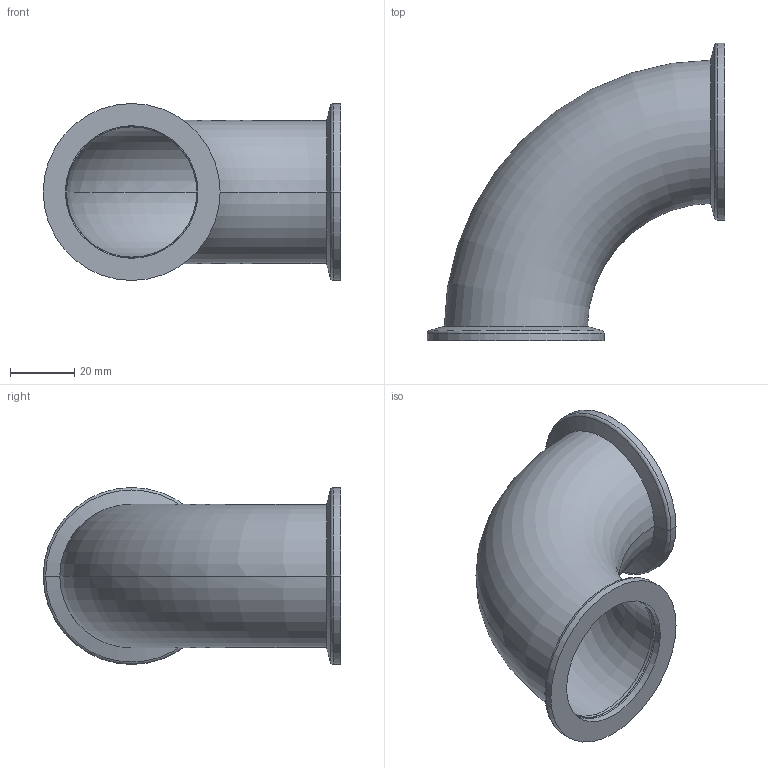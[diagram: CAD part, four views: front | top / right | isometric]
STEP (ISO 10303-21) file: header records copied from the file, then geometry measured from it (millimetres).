
FILE_DESCRIPTION (( 'STEP AP214' ), '1' );
FILE_NAME ('170RRB040-90.stp', '2017-06-07T13:08:06', ( '' ), ( '' ), 'SwSTEP 2.0', 'SolidWorks 2015', '' );
FILE_SCHEMA (( 'AUTOMOTIVE_DESIGN' ));
Length unit declared in the file: millimetre
Products named in the file (1): 170RRB040-90
Bounding box: 92.5 x 92.5 x 55 mm (x, y, z)
Volume: 33419.5 mm3; surface area: 31743.2 mm2
Topology: 1 solids, 1 shells, 38 faces, 76 edges, 44 vertices
Faces by surface type: cylinder 16, torus 12, plane 6, cone 4
Entity records: 1452 total; most frequent: DIRECTION 210, CARTESIAN_POINT 159, ORIENTED_EDGE 152, AXIS2_PLACEMENT_3D 95, EDGE_CURVE 76, CIRCLE 56, EDGE_LOOP 44, VERTEX_POINT 44
